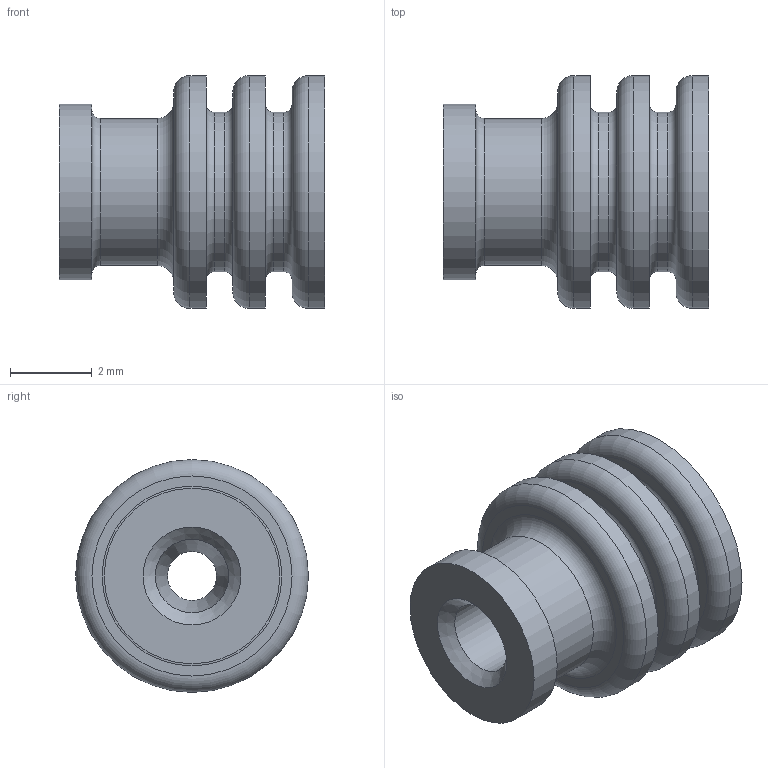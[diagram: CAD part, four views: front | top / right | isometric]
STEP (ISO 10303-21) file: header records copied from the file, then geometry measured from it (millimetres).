
FILE_DESCRIPTION(/* description */ (''),/* implementation_level */ '2;1');
FILE_NAME(/* name */ '13578695.stp',/* time_stamp */ '2020-05-09T12:12:30+08:00',/* author */ (''),/* organization */ (''),/* preprocessor_version */ 'ST-DEVELOPER v16',/* originating_system */ 'SIEMENS PLM Software NX 11.0',/* authorisation */ '');
FILE_SCHEMA (('AUTOMOTIVE_DESIGN { 1 0 10303 214 3 1 1 1 }'));
Length unit declared in the file: millimetre
Products named in the file (1): 13578695_01-SEAL
Bounding box: 6.5 x 5.7 x 5.7 mm (x, y, z)
Volume: 91.5 mm3; surface area: 219.8 mm2
Topology: 1 solids, 1 shells, 30 faces, 59 edges, 37 vertices
Faces by surface type: torus 9, plane 8, cylinder 8, cone 5
Full cylindrical faces by diameter (mm): 1.8 x1, 3.6 x1, 3.9 x2, 4.3 x1, 5.7 x3
Entity records: 632 total; most frequent: DIRECTION 122, CARTESIAN_POINT 91, AXIS2_PLACEMENT_3D 61, FACE_BOUND 60, EDGE_LOOP 60, ORIENTED_EDGE 60, ADVANCED_FACE 30, VERTEX_POINT 30
